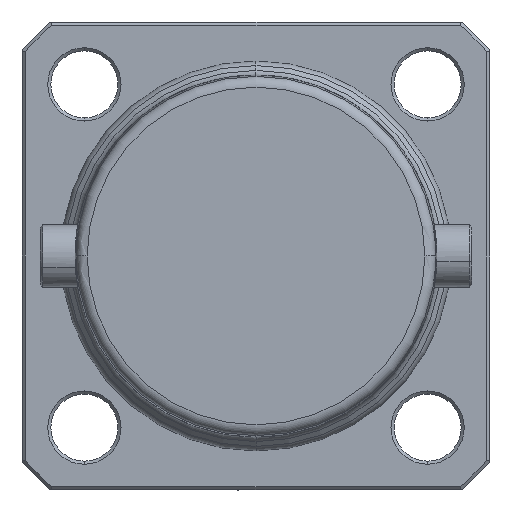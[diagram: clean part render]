
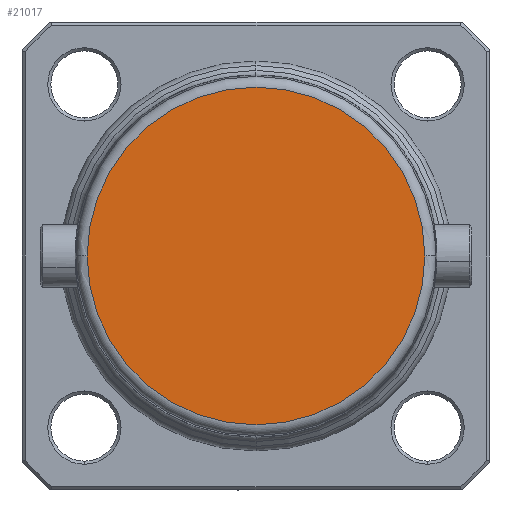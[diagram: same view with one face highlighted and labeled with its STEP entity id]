
A CAD part, left-side view. The second image highlights one B-rep face of the part: STEP entity #21017.
In plain terms, the highlighted planar face has unit normal (-1, 0, 0).
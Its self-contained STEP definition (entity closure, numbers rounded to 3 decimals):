
#1358 = AXIS2_PLACEMENT_3D ( 'NONE', #21970, #20395, #12869 ) ;
#1508 = VERTEX_POINT ( 'NONE', #5859 ) ;
#1752 = DIRECTION ( 'NONE',  ( 0., -1., 0. ) ) ;
#4458 = CIRCLE ( 'NONE', #11801, 10.822 ) ;
#5859 = CARTESIAN_POINT ( 'NONE',  ( -208.076, 36.82, 0.001 ) ) ;
#7206 = FACE_OUTER_BOUND ( 'NONE', #22168, .T. ) ;
#8427 = EDGE_CURVE ( 'NONE', #15869, #1508, #17917, .T. ) ;
#8522 = ORIENTED_EDGE ( 'NONE', *, *, #20994, .T. ) ;
#10123 = CARTESIAN_POINT ( 'NONE',  ( -208.076, 25.998, 0.001 ) ) ;
#11801 = AXIS2_PLACEMENT_3D ( 'NONE', #18108, #23903, #1752 ) ;
#12717 = ORIENTED_EDGE ( 'NONE', *, *, #8427, .T. ) ;
#12869 = DIRECTION ( 'NONE',  ( 0., -1., 0. ) ) ;
#15869 = VERTEX_POINT ( 'NONE', #16643 ) ;
#16643 = CARTESIAN_POINT ( 'NONE',  ( -208.076, 15.176, 0.001 ) ) ;
#17503 = DIRECTION ( 'NONE',  ( -1., 0., 0. ) ) ;
#17917 = CIRCLE ( 'NONE', #21028, 10.822 ) ;
#18108 = CARTESIAN_POINT ( 'NONE',  ( -208.076, 25.998, 0.001 ) ) ;
#20026 = DIRECTION ( 'NONE',  ( 0., -1., 0. ) ) ;
#20395 = DIRECTION ( 'NONE',  ( 1., 0., 0. ) ) ;
#20994 = EDGE_CURVE ( 'NONE', #1508, #15869, #4458, .T. ) ;
#21017 = ADVANCED_FACE ( 'NONE', ( #7206 ), #22090, .F. ) ;
#21028 = AXIS2_PLACEMENT_3D ( 'NONE', #10123, #17503, #20026 ) ;
#21970 = CARTESIAN_POINT ( 'NONE',  ( -208.076, 25.998, -7.484 ) ) ;
#22090 = PLANE ( 'NONE',  #1358 ) ;
#22168 = EDGE_LOOP ( 'NONE', ( #12717, #8522 ) ) ;
#23903 = DIRECTION ( 'NONE',  ( -1., 0., 0. ) ) ;
